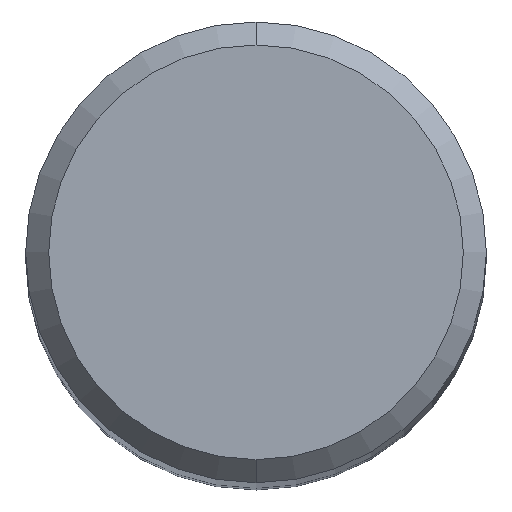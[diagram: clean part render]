
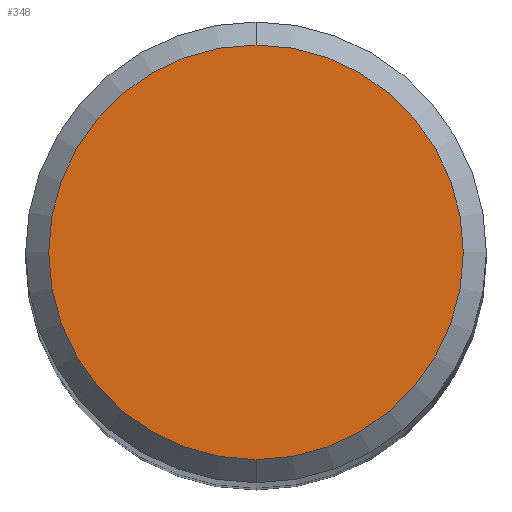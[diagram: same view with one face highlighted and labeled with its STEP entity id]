
A CAD part, top view. The second image highlights one B-rep face of the part: STEP entity #348.
In plain terms, the highlighted planar face has unit normal (0, 0, 1).
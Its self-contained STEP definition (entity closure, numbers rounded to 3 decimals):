
#184=VERTEX_POINT('',#453);
#186=EDGE_CURVE('',#360,#184,#455,.T.);
#230=EDGE_CURVE('',#184,#360,#505,.T.);
#348=ADVANCED_FACE('',(#634),#635,.T.);
#360=VERTEX_POINT('',#649);
#453=CARTESIAN_POINT('',(0.0,5.4,0.0));
#455=CIRCLE('',#777,5.4);
#505=CIRCLE('',#878,5.4);
#634=FACE_OUTER_BOUND('',#1186,.T.);
#635=PLANE('',#1187);
#649=CARTESIAN_POINT('',(0.,-5.4,0.0));
#777=AXIS2_PLACEMENT_3D('',#1378,#1379,#1380);
#878=AXIS2_PLACEMENT_3D('',#1450,#1451,#1452);
#1186=EDGE_LOOP('',(#1585,#1586));
#1187=AXIS2_PLACEMENT_3D('',#1587,#1588,#1589);
#1378=CARTESIAN_POINT('',(0.0,0.0,0.0));
#1379=DIRECTION('',(0.0,0.0,-1.0));
#1380=DIRECTION('',(0.0,1.0,0.0));
#1450=CARTESIAN_POINT('',(0.0,0.0,0.0));
#1451=DIRECTION('',(0.0,0.0,-1.0));
#1452=DIRECTION('',(0.0,1.0,0.0));
#1585=ORIENTED_EDGE('',*,*,#230,.F.);
#1586=ORIENTED_EDGE('',*,*,#186,.F.);
#1587=CARTESIAN_POINT('',(0.0,2.7,0.0));
#1588=DIRECTION('',(-0.0,0.0,1.0));
#1589=DIRECTION('',(0.0,-1.0,0.0));
